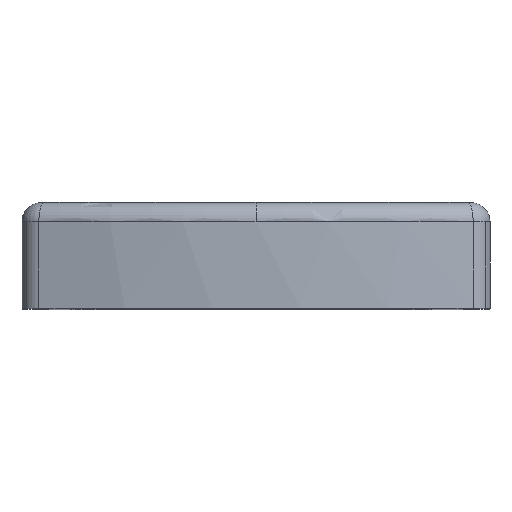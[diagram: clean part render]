
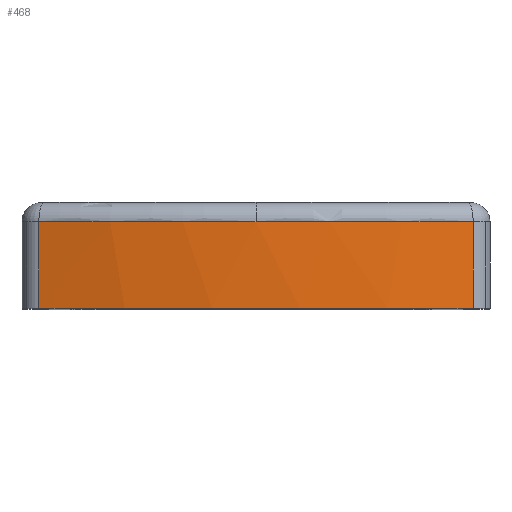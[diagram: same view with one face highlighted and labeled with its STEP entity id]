
A CAD part, top view. The second image highlights one B-rep face of the part: STEP entity #468.
In plain terms, the highlighted cylindrical face has radius 227.884 mm (diameter 455.768 mm), a partial arc.
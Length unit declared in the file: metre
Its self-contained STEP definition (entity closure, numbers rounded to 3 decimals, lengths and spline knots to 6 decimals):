
#468=ADVANCED_FACE('7712:19904',(#939),#940,.T.);
#939=FACE_OUTER_BOUND('',#1428,.T.);
#940=CYLINDRICAL_SURFACE('',#1429,0.227884);
#1428=EDGE_LOOP('',(#2643,#2644,#2645,#2646,#2647));
#1429=AXIS2_PLACEMENT_3D('',#2648,#2649,#2650);
#2643=ORIENTED_EDGE('',*,*,#3478,.T.);
#2644=ORIENTED_EDGE('',*,*,#3415,.F.);
#2645=ORIENTED_EDGE('',*,*,#3342,.F.);
#2646=ORIENTED_EDGE('',*,*,#3321,.F.);
#2647=ORIENTED_EDGE('',*,*,#3479,.F.);
#2648=CARTESIAN_POINT('',(-0.00023,-0.017136,0.017307));
#2649=DIRECTION('',(0.,1.0,0.));
#2650=DIRECTION('',(0.32,0.,0.947));
#3321=EDGE_CURVE('7712:20300',#4072,#4074,#4075,.T.);
#3342=EDGE_CURVE('7712:20162',#4074,#4105,#4110,.T.);
#3415=EDGE_CURVE('7712:20162',#4105,#4222,#4223,.T.);
#3478=EDGE_CURVE('7712:20312',#4305,#4222,#4306,.T.);
#3479=EDGE_CURVE('7712:20315',#4305,#4072,#4307,.T.);
#4072=VERTEX_POINT('',#5161);
#4074=VERTEX_POINT('',#5163);
#4075=LINE('',#5164,#5165);
#4105=VERTEX_POINT('',#5201);
#4110=CIRCLE('',#5206,0.227884);
#4222=VERTEX_POINT('',#5361);
#4223=CIRCLE('',#5362,0.227884);
#4305=VERTEX_POINT('',#5462);
#4306=LINE('',#5463,#5464);
#4307=CIRCLE('',#5465,0.227884);
#5161=CARTESIAN_POINT('',(-0.067959,-0.017136,0.234894));
#5163=CARTESIAN_POINT('',(-0.067959,0.009864,0.234894));
#5164=CARTESIAN_POINT('',(-0.067959,-0.017136,0.234894));
#5165=VECTOR('',#6012,1.0);
#5201=CARTESIAN_POINT('',(-0.00023,0.009864,0.245191));
#5206=AXIS2_PLACEMENT_3D('',#6049,#6050,#6051);
#5361=CARTESIAN_POINT('',(0.067499,0.009864,0.234894));
#5362=AXIS2_PLACEMENT_3D('',#6128,#6129,#6130);
#5462=CARTESIAN_POINT('',(0.067499,-0.017136,0.234894));
#5463=CARTESIAN_POINT('',(0.067499,-0.017136,0.234894));
#5464=VECTOR('',#6233,1.0);
#5465=AXIS2_PLACEMENT_3D('',#6234,#6235,#6236);
#6012=DIRECTION('',(0.,1.0,0.));
#6049=CARTESIAN_POINT('',(-0.00023,0.009864,0.017307));
#6050=DIRECTION('',(0.,1.0,0.));
#6051=DIRECTION('',(0.,0.,1.0));
#6128=CARTESIAN_POINT('',(-0.00023,0.009864,0.017307));
#6129=DIRECTION('',(0.,1.0,0.));
#6130=DIRECTION('',(0.,0.,1.0));
#6233=DIRECTION('',(0.,1.0,0.));
#6234=CARTESIAN_POINT('',(-0.00023,-0.017136,0.017307));
#6235=DIRECTION('',(0.,-1.0,0.));
#6236=DIRECTION('',(0.32,0.,0.947));
